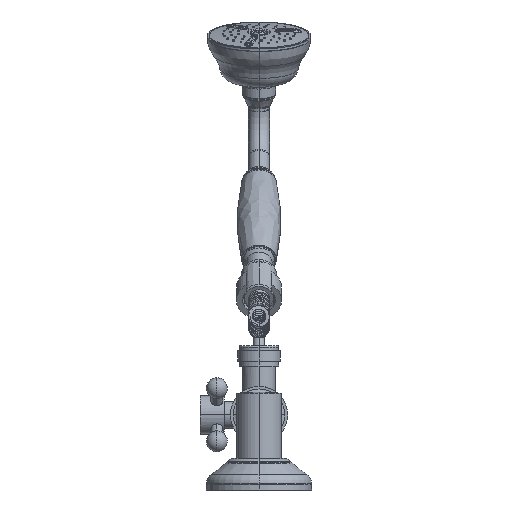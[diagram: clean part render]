
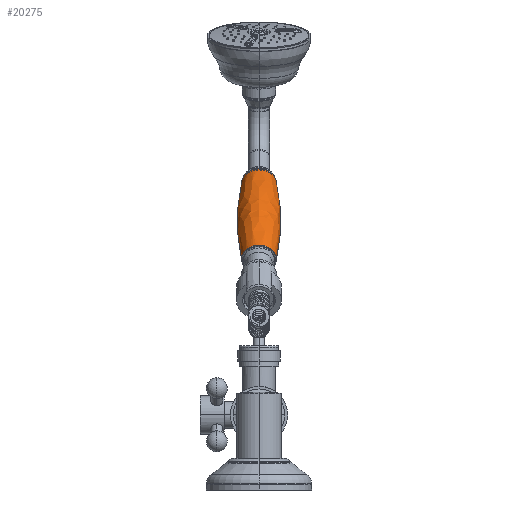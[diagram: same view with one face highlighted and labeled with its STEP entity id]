
A CAD part, front view. The second image highlights one B-rep face of the part: STEP entity #20275.
In plain terms, the highlighted free-form (B-spline) face has degree [3, 3] with [7, 4] control points.
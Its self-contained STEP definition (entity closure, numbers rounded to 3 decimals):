
#2370=CARTESIAN_POINT('',(0.,141.883,154.249));
#2371=DIRECTION('',(0.,0.819,0.574));
#2372=DIRECTION('',(-1.,0.,0.));
#2373=AXIS2_PLACEMENT_3D('',#2370,#2371,#2372);
#2380=CARTESIAN_POINT('',(317.042,105.643,128.874));
#2381=DIRECTION('',(0.,0.574,-0.819));
#2382=DIRECTION('',(-0.991,-0.109,-0.077));
#2383=AXIS2_PLACEMENT_3D('',#2380,#2381,#2382);
#2385=CARTESIAN_POINT('',(-317.042,105.643,128.874));
#2386=DIRECTION('',(0.,-0.574,0.819));
#2387=DIRECTION('',(0.991,-0.109,-0.077));
#2388=AXIS2_PLACEMENT_3D('',#2385,#2386,#2387);
#2405=CARTESIAN_POINT('',(0.,69.404,103.499));
#2406=DIRECTION('',(0.,0.819,0.574));
#2407=DIRECTION('',(-1.,0.,0.));
#2408=AXIS2_PLACEMENT_3D('',#2405,#2406,#2407);
#15393=CARTESIAN_POINT('',(11.535,141.883,154.249));
#15394=CARTESIAN_POINT('',(-11.535,141.883,
154.249));
#15395=VERTEX_POINT('',#15393);
#15396=VERTEX_POINT('',#15394);
#15397=CARTESIAN_POINT('',(11.535,69.404,103.499));
#15398=CARTESIAN_POINT('',(-11.535,69.404,
103.499));
#15399=VERTEX_POINT('',#15397);
#15400=VERTEX_POINT('',#15398);
#20237=CARTESIAN_POINT('',(11.271,143.73,154.677));
#20238=CARTESIAN_POINT('',(15.545,118.846,136.924));
#20239=CARTESIAN_POINT('',(15.545,93.563,119.221));
#20240=CARTESIAN_POINT('',(11.271,68.371,101.909));
#20241=CARTESIAN_POINT('',(11.708,139.751,160.359));
#20242=CARTESIAN_POINT('',(16.147,113.359,144.761));
#20243=CARTESIAN_POINT('',(16.147,88.076,127.057));
#20244=CARTESIAN_POINT('',(11.708,64.392,107.591));
#20245=CARTESIAN_POINT('',(6.95,136.845,164.509));
#20246=CARTESIAN_POINT('',(9.585,109.351,150.484));
#20247=CARTESIAN_POINT('',(9.585,84.068,132.781));
#20248=CARTESIAN_POINT('',(6.95,61.486,111.741));
#20249=CARTESIAN_POINT('',(0.,136.845,
164.509));
#20250=CARTESIAN_POINT('',(0.,109.351,
150.484));
#20251=CARTESIAN_POINT('',(0.,84.068,
132.781));
#20252=CARTESIAN_POINT('',(0.,61.486,
111.741));
#20253=CARTESIAN_POINT('',(-6.95,136.845,
164.509));
#20254=CARTESIAN_POINT('',(-9.585,109.351,
150.484));
#20255=CARTESIAN_POINT('',(-9.585,84.068,
132.781));
#20256=CARTESIAN_POINT('',(-6.95,61.486,
111.741));
#20257=CARTESIAN_POINT('',(-11.708,139.751,
160.359));
#20258=CARTESIAN_POINT('',(-16.147,113.359,
144.761));
#20259=CARTESIAN_POINT('',(-16.147,88.076,
127.057));
#20260=CARTESIAN_POINT('',(-11.708,64.392,
107.591));
#20261=CARTESIAN_POINT('',(-11.271,143.73,
154.677));
#20262=CARTESIAN_POINT('',(-15.545,118.846,
136.924));
#20263=CARTESIAN_POINT('',(-15.545,93.563,
119.221));
#20264=CARTESIAN_POINT('',(-11.271,68.371,
101.909));
#20265=(BOUNDED_SURFACE()B_SPLINE_SURFACE(3,3,((#20237,#20238,#20239,#20240),(
#20241,#20242,#20243,#20244),(#20245,#20246,#20247,#20248),(#20249,#20250,
#20251,#20252),(#20253,#20254,#20255,#20256),(#20257,#20258,#20259,#20260),(
#20261,#20262,#20263,#20264)),.UNSPECIFIED.,.F.,.F.,.F.)B_SPLINE_SURFACE_WITH_KNOTS((4,3,4),(4,4),(0.,1.,2.),(0.,1.),.UNSPECIFIED.)GEOMETRIC_REPRESENTATION_ITEM()RATIONAL_B_SPLINE_SURFACE(((1.193,1.185,
1.185,1.193),(0.942,0.936,
0.936,0.942),(0.942,0.936,
0.936,0.942),(1.193,1.185,
1.185,1.193),(0.942,0.936,
0.936,0.942),(0.942,0.936,
0.936,0.942),(1.193,1.185,
1.185,1.193)))REPRESENTATION_ITEM('')SURFACE());
#20266=ORIENTED_EDGE('',*,*,#20224,.T.);
#20268=ORIENTED_EDGE('',*,*,#20267,.F.);
#20270=ORIENTED_EDGE('',*,*,#20269,.F.);
#20272=ORIENTED_EDGE('',*,*,#20271,.T.);
#20273=EDGE_LOOP('',(#20266,#20268,#20270,#20272));
#20274=FACE_OUTER_BOUND('',#20273,.F.);
#20275=ADVANCED_FACE('',(#20274),#20265,.T.);
#2374=CIRCLE('',#2373,11.535);
#2384=CIRCLE('',#2383,331.542);
#2389=CIRCLE('',#2388,331.542);
#2409=CIRCLE('',#2408,11.535);
#20224=EDGE_CURVE('',#15396,#15395,#2374,.T.);
#20267=EDGE_CURVE('',#15399,#15395,#2389,.T.);
#20269=EDGE_CURVE('',#15400,#15399,#2409,.T.);
#20271=EDGE_CURVE('',#15400,#15396,#2384,.T.);
